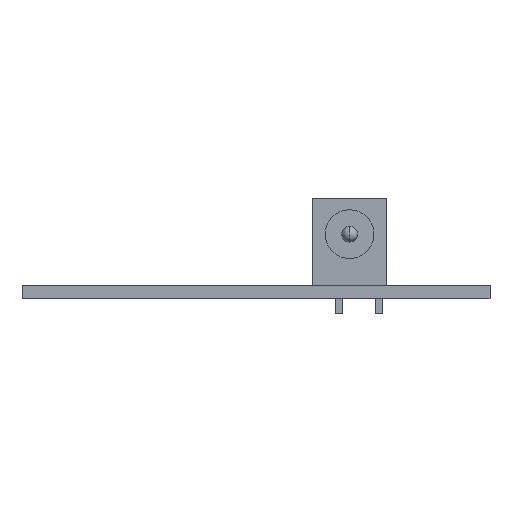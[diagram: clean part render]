
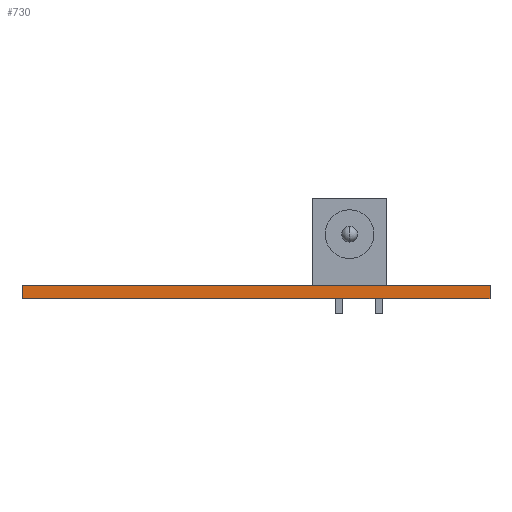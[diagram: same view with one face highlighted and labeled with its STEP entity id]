
A CAD part, left-side view. The second image highlights one B-rep face of the part: STEP entity #730.
In plain terms, the highlighted planar face has unit normal (-1, 0, 0).
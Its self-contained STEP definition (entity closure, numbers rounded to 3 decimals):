
#15 = VECTOR ( 'NONE', #1090, 1000. ) ;
#163 = FACE_OUTER_BOUND ( 'NONE', #1593, .T. ) ;
#256 = DIRECTION ( 'NONE',  ( 0., 0., -1. ) ) ;
#356 = VERTEX_POINT ( 'NONE', #1329 ) ;
#522 = CARTESIAN_POINT ( 'NONE',  ( -57., -29.5, 1.66 ) ) ;
#730 = ADVANCED_FACE ( 'NONE', ( #163 ), #2383, .F. ) ;
#733 = LINE ( 'NONE', #522, #770 ) ;
#755 = VERTEX_POINT ( 'NONE', #1459 ) ;
#770 = VECTOR ( 'NONE', #256, 1000. ) ;
#815 = DIRECTION ( 'NONE',  ( 1., 0., 0. ) ) ;
#818 = VERTEX_POINT ( 'NONE', #1958 ) ;
#841 = CARTESIAN_POINT ( 'NONE',  ( -57., -29.5, 0. ) ) ;
#851 = EDGE_CURVE ( 'NONE', #818, #356, #2237, .T. ) ;
#865 = EDGE_CURVE ( 'NONE', #818, #2804, #2273, .T. ) ;
#921 = CARTESIAN_POINT ( 'NONE',  ( -57., -29.5, 1.66 ) ) ;
#922 = EDGE_CURVE ( 'NONE', #356, #755, #2780, .T. ) ;
#927 = AXIS2_PLACEMENT_3D ( 'NONE', #2393, #815, #2425 ) ;
#1090 = DIRECTION ( 'NONE',  ( 0., 0., -1. ) ) ;
#1292 = VECTOR ( 'NONE', #1967, 1000. ) ;
#1303 = ORIENTED_EDGE ( 'NONE', *, *, #851, .T. ) ;
#1329 = CARTESIAN_POINT ( 'NONE',  ( -57., 29.5, 0. ) ) ;
#1459 = CARTESIAN_POINT ( 'NONE',  ( -57., -29.5, 0. ) ) ;
#1503 = CARTESIAN_POINT ( 'NONE',  ( -57., 29.5, 1.66 ) ) ;
#1593 = EDGE_LOOP ( 'NONE', ( #1887, #1959, #2288, #1303 ) ) ;
#1802 = VECTOR ( 'NONE', #2675, 1000. ) ;
#1887 = ORIENTED_EDGE ( 'NONE', *, *, #922, .T. ) ;
#1958 = CARTESIAN_POINT ( 'NONE',  ( -57., 29.5, 1.66 ) ) ;
#1959 = ORIENTED_EDGE ( 'NONE', *, *, #2920, .F. ) ;
#1967 = DIRECTION ( 'NONE',  ( 0., -1., 0. ) ) ;
#2237 = LINE ( 'NONE', #1503, #15 ) ;
#2273 = LINE ( 'NONE', #2685, #1802 ) ;
#2288 = ORIENTED_EDGE ( 'NONE', *, *, #865, .F. ) ;
#2383 = PLANE ( 'NONE',  #927 ) ;
#2393 = CARTESIAN_POINT ( 'NONE',  ( -57., -29.5, 1.66 ) ) ;
#2425 = DIRECTION ( 'NONE',  ( 0., 0., -1. ) ) ;
#2675 = DIRECTION ( 'NONE',  ( 0., -1., 0. ) ) ;
#2685 = CARTESIAN_POINT ( 'NONE',  ( -57., -29.5, 1.66 ) ) ;
#2780 = LINE ( 'NONE', #841, #1292 ) ;
#2804 = VERTEX_POINT ( 'NONE', #921 ) ;
#2920 = EDGE_CURVE ( 'NONE', #2804, #755, #733, .T. ) ;
